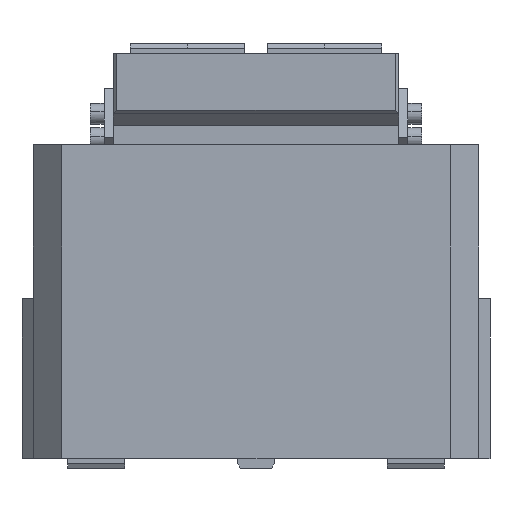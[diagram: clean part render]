
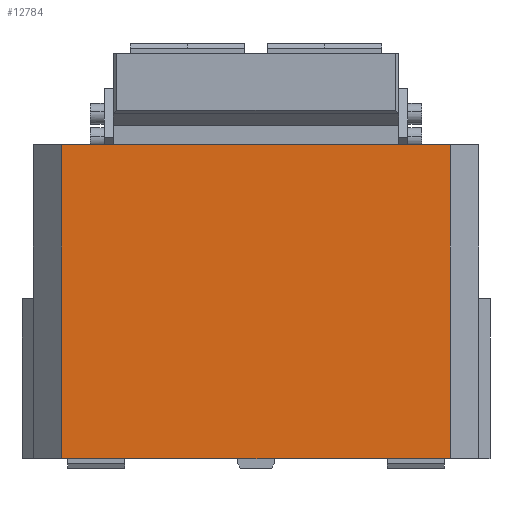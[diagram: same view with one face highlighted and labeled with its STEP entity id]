
A CAD part, left-side view. The second image highlights one B-rep face of the part: STEP entity #12784.
In plain terms, the highlighted planar face has unit normal (-1, 0, 0).
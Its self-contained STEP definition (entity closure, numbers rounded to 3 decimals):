
#11117=CARTESIAN_POINT('Vertex',(0.,-170.,0.)) ;
#11120=CARTESIAN_POINT('Line Origine',(0.,0.,0.)) ;
#11124=CARTESIAN_POINT('Vertex',(0.,170.,0.)) ;
#12746=CARTESIAN_POINT('Vertex',(0.,-170.,275.)) ;
#12749=CARTESIAN_POINT('Line Origine',(0.,-170.,137.5)) ;
#12761=CARTESIAN_POINT('Axis2P3D Location',(0.,0.,235.)) ;
#12766=CARTESIAN_POINT('Line Origine',(0.,0.,275.)) ;
#12770=CARTESIAN_POINT('Vertex',(0.,170.,275.)) ;
#12773=CARTESIAN_POINT('Line Origine',(0.,170.,137.5)) ;
#11121=DIRECTION('Vector Direction',(0.,-1.,0.)) ;
#12750=DIRECTION('Vector Direction',(0.,0.,-1.)) ;
#12762=DIRECTION('Axis2P3D Direction',(-1.,0.,0.)) ;
#12763=DIRECTION('Axis2P3D XDirection',(0.,-1.,0.)) ;
#12767=DIRECTION('Vector Direction',(0.,-1.,0.)) ;
#12774=DIRECTION('Vector Direction',(0.,0.,1.)) ;
#12764=AXIS2_PLACEMENT_3D('Plane Axis2P3D',#12761,#12762,#12763) ;
#12779=ORIENTED_EDGE('',*,*,#12753,.F.) ;
#12780=ORIENTED_EDGE('',*,*,#12772,.F.) ;
#12781=ORIENTED_EDGE('',*,*,#12777,.F.) ;
#12782=ORIENTED_EDGE('',*,*,#11126,.T.) ;
#11122=VECTOR('Line Direction',#11121,1.) ;
#12751=VECTOR('Line Direction',#12750,1.) ;
#12768=VECTOR('Line Direction',#12767,1.) ;
#12775=VECTOR('Line Direction',#12774,1.) ;
#12784=ADVANCED_FACE('CAM HOLDER',(#12783),#12765,.T.) ;
#11126=EDGE_CURVE('',#11125,#11118,#11123,.T.) ;
#12753=EDGE_CURVE('',#12747,#11118,#12752,.T.) ;
#12772=EDGE_CURVE('',#12771,#12747,#12769,.T.) ;
#12777=EDGE_CURVE('',#11125,#12771,#12776,.T.) ;
#12778=EDGE_LOOP('',(#12779,#12780,#12781,#12782)) ;
#12783=FACE_OUTER_BOUND('',#12778,.T.) ;
#11123=LINE('Line',#11120,#11122) ;
#12752=LINE('Line',#12749,#12751) ;
#12769=LINE('Line',#12766,#12768) ;
#12776=LINE('Line',#12773,#12775) ;
#12765=PLANE('Plane',#12764) ;
#11118=VERTEX_POINT('',#11117) ;
#11125=VERTEX_POINT('',#11124) ;
#12747=VERTEX_POINT('',#12746) ;
#12771=VERTEX_POINT('',#12770) ;
